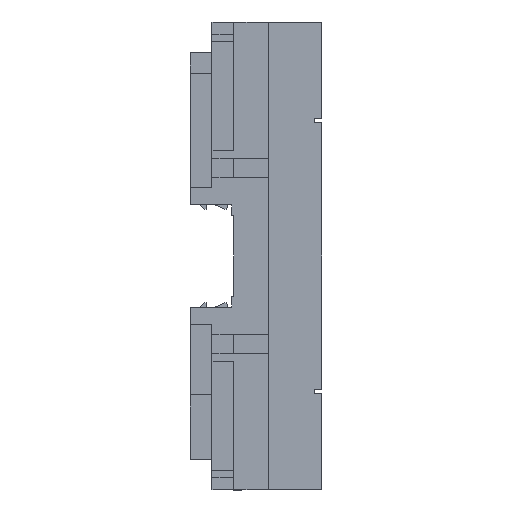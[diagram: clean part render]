
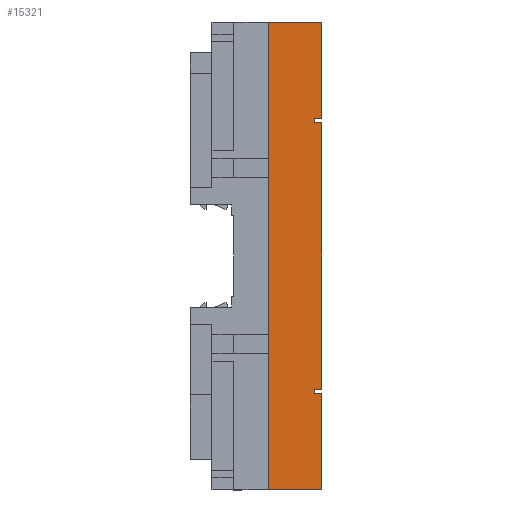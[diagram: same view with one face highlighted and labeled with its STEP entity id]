
A CAD part, front view. The second image highlights one B-rep face of the part: STEP entity #15321.
In plain terms, the highlighted face is planar.
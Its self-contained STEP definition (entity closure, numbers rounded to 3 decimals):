
#15221=AXIS2_PLACEMENT_3D('Plane Axis2P3D',#15218,#15219,#15220) ;
#15218=CARTESIAN_POINT('Axis2P3D Location',(-202.5,80.,0.)) ;
#15223=CARTESIAN_POINT('Line Origine',(-202.5,0.,18.4)) ;
#15227=CARTESIAN_POINT('Vertex',(-202.5,45.5,18.4)) ;
#15229=CARTESIAN_POINT('Vertex',(-202.5,-45.5,18.4)) ;
#15232=CARTESIAN_POINT('Line Origine',(-202.5,45.5,17.15)) ;
#15236=CARTESIAN_POINT('Vertex',(-202.5,45.5,15.9)) ;
#15239=CARTESIAN_POINT('Line Origine',(-202.5,46.25,15.9)) ;
#15243=CARTESIAN_POINT('Vertex',(-202.5,47.,15.9)) ;
#15246=CARTESIAN_POINT('Line Origine',(-202.5,47.,17.15)) ;
#15250=CARTESIAN_POINT('Vertex',(-202.5,47.,18.4)) ;
#15253=CARTESIAN_POINT('Line Origine',(-202.5,63.5,18.4)) ;
#15257=CARTESIAN_POINT('Vertex',(-202.5,80.,18.4)) ;
#15260=CARTESIAN_POINT('Line Origine',(-202.5,80.,9.2)) ;
#15264=CARTESIAN_POINT('Vertex',(-202.5,80.,0.)) ;
#15267=CARTESIAN_POINT('Line Origine',(-202.5,0.,0.)) ;
#15271=CARTESIAN_POINT('Vertex',(-202.5,-80.,0.)) ;
#15274=CARTESIAN_POINT('Line Origine',(-202.5,-80.,9.2)) ;
#15278=CARTESIAN_POINT('Vertex',(-202.5,-80.,18.4)) ;
#15281=CARTESIAN_POINT('Line Origine',(-202.5,-63.5,18.4)) ;
#15285=CARTESIAN_POINT('Vertex',(-202.5,-47.,18.4)) ;
#15288=CARTESIAN_POINT('Line Origine',(-202.5,-47.,17.15)) ;
#15292=CARTESIAN_POINT('Vertex',(-202.5,-47.,15.9)) ;
#15295=CARTESIAN_POINT('Line Origine',(-202.5,-46.25,15.9)) ;
#15299=CARTESIAN_POINT('Vertex',(-202.5,-45.5,15.9)) ;
#15302=CARTESIAN_POINT('Line Origine',(-202.5,-45.5,17.15)) ;
#15219=DIRECTION('Axis2P3D Direction',(-1.,0.,0.)) ;
#15220=DIRECTION('Axis2P3D XDirection',(0.,-1.,0.)) ;
#15224=DIRECTION('Vector Direction',(0.,-1.,0.)) ;
#15233=DIRECTION('Vector Direction',(0.,0.,-1.)) ;
#15240=DIRECTION('Vector Direction',(0.,-1.,0.)) ;
#15247=DIRECTION('Vector Direction',(0.,0.,-1.)) ;
#15254=DIRECTION('Vector Direction',(0.,-1.,0.)) ;
#15261=DIRECTION('Vector Direction',(0.,0.,1.)) ;
#15268=DIRECTION('Vector Direction',(0.,-1.,0.)) ;
#15275=DIRECTION('Vector Direction',(0.,0.,1.)) ;
#15282=DIRECTION('Vector Direction',(0.,-1.,0.)) ;
#15289=DIRECTION('Vector Direction',(0.,0.,-1.)) ;
#15296=DIRECTION('Vector Direction',(0.,1.,0.)) ;
#15303=DIRECTION('Vector Direction',(0.,0.,-1.)) ;
#15225=VECTOR('Line Direction',#15224,1.) ;
#15234=VECTOR('Line Direction',#15233,1.) ;
#15241=VECTOR('Line Direction',#15240,1.) ;
#15248=VECTOR('Line Direction',#15247,1.) ;
#15255=VECTOR('Line Direction',#15254,1.) ;
#15262=VECTOR('Line Direction',#15261,1.) ;
#15269=VECTOR('Line Direction',#15268,1.) ;
#15276=VECTOR('Line Direction',#15275,1.) ;
#15283=VECTOR('Line Direction',#15282,1.) ;
#15290=VECTOR('Line Direction',#15289,1.) ;
#15297=VECTOR('Line Direction',#15296,1.) ;
#15304=VECTOR('Line Direction',#15303,1.) ;
#15308=ORIENTED_EDGE('',*,*,#15231,.F.) ;
#15309=ORIENTED_EDGE('',*,*,#15238,.T.) ;
#15310=ORIENTED_EDGE('',*,*,#15245,.T.) ;
#15311=ORIENTED_EDGE('',*,*,#15252,.F.) ;
#15312=ORIENTED_EDGE('',*,*,#15259,.F.) ;
#15313=ORIENTED_EDGE('',*,*,#15266,.F.) ;
#15314=ORIENTED_EDGE('',*,*,#15273,.T.) ;
#15315=ORIENTED_EDGE('',*,*,#15280,.T.) ;
#15316=ORIENTED_EDGE('',*,*,#15287,.F.) ;
#15317=ORIENTED_EDGE('',*,*,#15294,.T.) ;
#15318=ORIENTED_EDGE('',*,*,#15301,.T.) ;
#15319=ORIENTED_EDGE('',*,*,#15306,.F.) ;
#15321=ADVANCED_FACE('Frontplatte',(#15320),#15222,.T.) ;
#15231=EDGE_CURVE('',#15228,#15230,#15226,.T.) ;
#15238=EDGE_CURVE('',#15228,#15237,#15235,.T.) ;
#15245=EDGE_CURVE('',#15237,#15244,#15242,.F.) ;
#15252=EDGE_CURVE('',#15251,#15244,#15249,.T.) ;
#15259=EDGE_CURVE('',#15258,#15251,#15256,.T.) ;
#15266=EDGE_CURVE('',#15265,#15258,#15263,.T.) ;
#15273=EDGE_CURVE('',#15265,#15272,#15270,.T.) ;
#15280=EDGE_CURVE('',#15272,#15279,#15277,.T.) ;
#15287=EDGE_CURVE('',#15286,#15279,#15284,.T.) ;
#15294=EDGE_CURVE('',#15286,#15293,#15291,.T.) ;
#15301=EDGE_CURVE('',#15293,#15300,#15298,.T.) ;
#15306=EDGE_CURVE('',#15230,#15300,#15305,.T.) ;
#15307=EDGE_LOOP('',(#15308,#15309,#15310,#15311,#15312,#15313,#15314,#15315,#15316,#15317,#15318,#15319)) ;
#15320=FACE_OUTER_BOUND('',#15307,.T.) ;
#15226=LINE('Line',#15223,#15225) ;
#15235=LINE('Line',#15232,#15234) ;
#15242=LINE('Line',#15239,#15241) ;
#15249=LINE('Line',#15246,#15248) ;
#15256=LINE('Line',#15253,#15255) ;
#15263=LINE('Line',#15260,#15262) ;
#15270=LINE('Line',#15267,#15269) ;
#15277=LINE('Line',#15274,#15276) ;
#15284=LINE('Line',#15281,#15283) ;
#15291=LINE('Line',#15288,#15290) ;
#15298=LINE('Line',#15295,#15297) ;
#15305=LINE('Line',#15302,#15304) ;
#15222=PLANE('',#15221) ;
#15228=VERTEX_POINT('',#15227) ;
#15230=VERTEX_POINT('',#15229) ;
#15237=VERTEX_POINT('',#15236) ;
#15244=VERTEX_POINT('',#15243) ;
#15251=VERTEX_POINT('',#15250) ;
#15258=VERTEX_POINT('',#15257) ;
#15265=VERTEX_POINT('',#15264) ;
#15272=VERTEX_POINT('',#15271) ;
#15279=VERTEX_POINT('',#15278) ;
#15286=VERTEX_POINT('',#15285) ;
#15293=VERTEX_POINT('',#15292) ;
#15300=VERTEX_POINT('',#15299) ;
